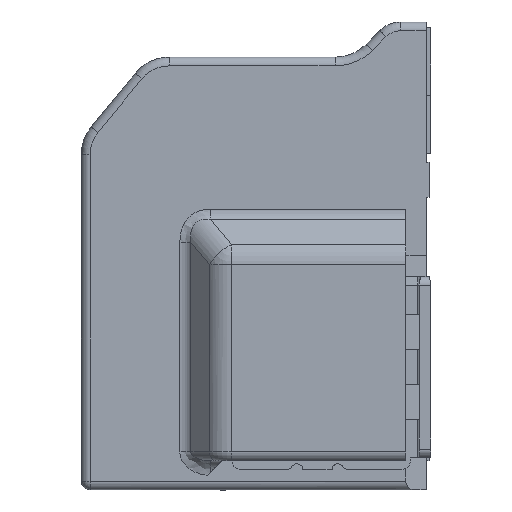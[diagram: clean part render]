
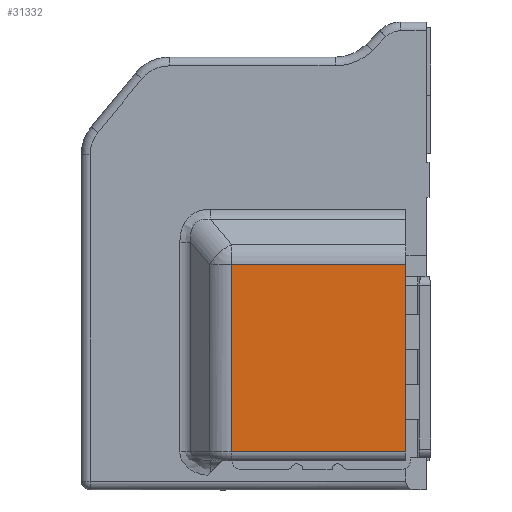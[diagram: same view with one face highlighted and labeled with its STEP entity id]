
A CAD part, left-side view. The second image highlights one B-rep face of the part: STEP entity #31332.
In plain terms, the highlighted planar face has unit normal (-1, 0, 0).
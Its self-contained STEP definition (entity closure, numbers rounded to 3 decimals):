
#1771=DIRECTION('',(0.,1.,0.));
#1772=VECTOR('',#1771,5.957);
#1773=CARTESIAN_POINT('',(-10.55,-5.2,
-2.306));
#1774=LINE('',#1773,#1772);
#1779=DIRECTION('',(0.,0.,-1.));
#1780=VECTOR('',#1779,6.394);
#1781=CARTESIAN_POINT('',(-10.55,-5.2,
-2.306));
#1782=LINE('',#1781,#1780);
#1787=DIRECTION('',(0.,0.,-1.));
#1788=VECTOR('',#1787,6.394);
#1789=CARTESIAN_POINT('',(-10.55,0.757,
-2.306));
#1790=LINE('',#1789,#1788);
#1810=DIRECTION('',(0.,-1.,0.));
#1811=VECTOR('',#1810,5.957);
#1812=CARTESIAN_POINT('',(-10.55,0.757,
-8.7));
#1813=LINE('',#1812,#1811);
#23165=CARTESIAN_POINT('',(-10.55,-5.2,
-8.7));
#23166=VERTEX_POINT('',#23165);
#23167=CARTESIAN_POINT('',(-10.55,-5.2,
-2.306));
#23168=VERTEX_POINT('',#23167);
#23181=CARTESIAN_POINT('',(-10.55,0.757,
-2.306));
#23182=VERTEX_POINT('',#23181);
#23185=CARTESIAN_POINT('',(-10.55,0.757,
-8.7));
#23186=VERTEX_POINT('',#23185);
#31319=CARTESIAN_POINT('',(-10.55,1.4,-0.7));
#31320=DIRECTION('',(1.,0.,0.));
#31321=DIRECTION('',(0.,-1.,0.));
#31322=AXIS2_PLACEMENT_3D('',#31319,#31320,#31321);
#31323=PLANE('',#31322);
#31325=ORIENTED_EDGE('',*,*,#31324,.F.);
#31326=ORIENTED_EDGE('',*,*,#31311,.F.);
#31327=ORIENTED_EDGE('',*,*,#30662,.T.);
#31329=ORIENTED_EDGE('',*,*,#31328,.F.);
#31330=EDGE_LOOP('',(#31325,#31326,#31327,#31329));
#31331=FACE_OUTER_BOUND('',#31330,.F.);
#31332=ADVANCED_FACE('',(#31331),#31323,.F.);
#30662=EDGE_CURVE('',#23168,#23166,#1782,.T.);
#31311=EDGE_CURVE('',#23168,#23182,#1774,.T.);
#31324=EDGE_CURVE('',#23182,#23186,#1790,.T.);
#31328=EDGE_CURVE('',#23186,#23166,#1813,.T.);
